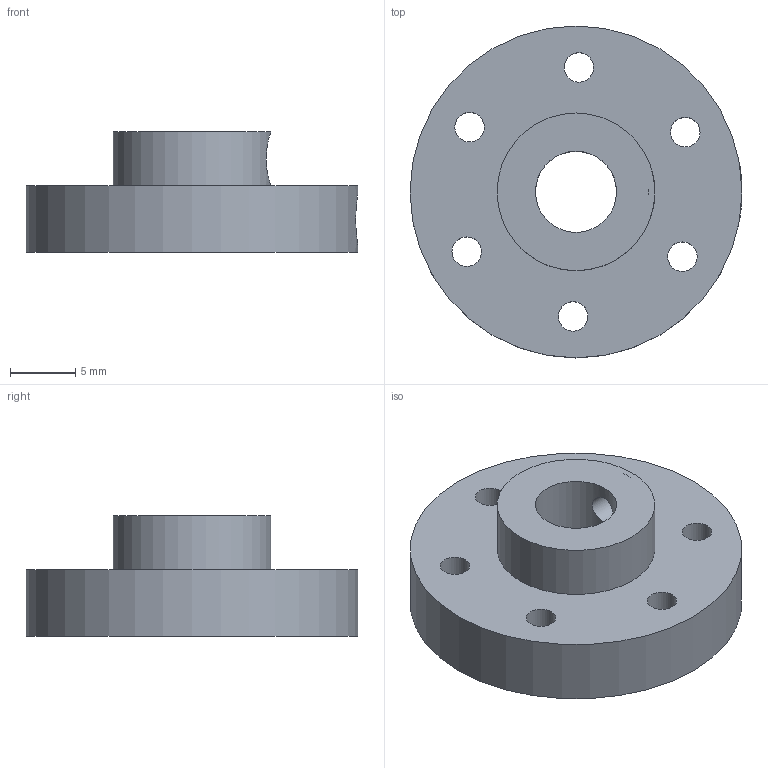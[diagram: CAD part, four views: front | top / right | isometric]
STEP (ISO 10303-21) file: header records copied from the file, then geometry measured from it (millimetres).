
FILE_DESCRIPTION(/* description */ (''),/* implementation_level */ '2;1');
FILE_NAME(/* name */ 'Wheel Hub v2.step',/* time_stamp */ '2016-12-15T11:43:06-08:00',/* author */ (''),/* organization */ (''),/* preprocessor_version */ 'ST-DEVELOPER v16.5',/* originating_system */ 'Autodesk Translation Framework v5.2.0.2920',/* authorisation */ '');
FILE_SCHEMA (('AUTOMOTIVE_DESIGN { 1 0 10303 214 3 1 1 }'));
Length unit declared in the file: millimetre
Products named in the file (1): Wheel Hub v2
Bounding box: 25.4 x 25.4 x 9.21 mm (x, y, z)
Volume: 2527.4 mm3; surface area: 1977.4 mm2
Topology: 1 solids, 1 shells, 18 faces, 49 edges, 32 vertices
Faces by surface type: cylinder 13, plane 5
Full cylindrical faces by diameter (mm): 2.261 x8, 4.1 x2, 6.2 x1, 12.07 x1, 25.4 x1
Entity records: 629 total; most frequent: CARTESIAN_POINT 203, DIRECTION 82, EDGE_LOOP 52, ORIENTED_EDGE 52, AXIS2_PLACEMENT_3D 41, FACE_BOUND 34, VERTEX_POINT 26, EDGE_CURVE 26
